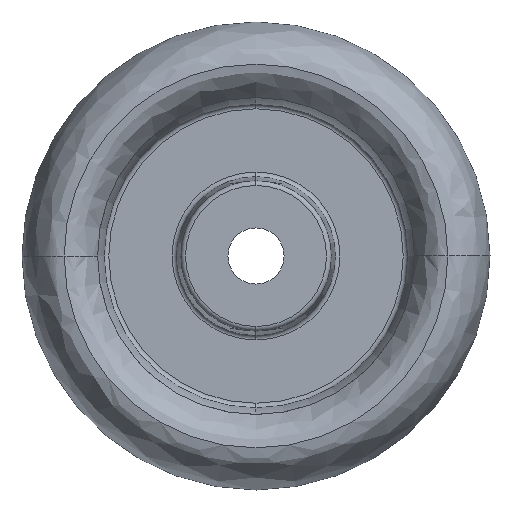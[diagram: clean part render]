
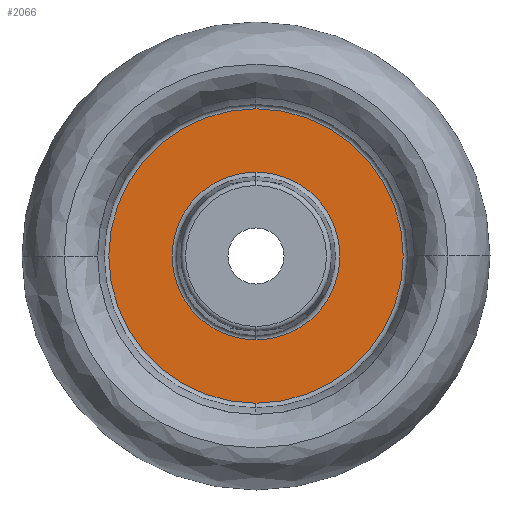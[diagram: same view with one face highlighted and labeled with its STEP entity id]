
A CAD part, left-side view. The second image highlights one B-rep face of the part: STEP entity #2066.
In plain terms, the highlighted face is planar.
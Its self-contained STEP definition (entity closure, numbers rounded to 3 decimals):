
#17 = VERTEX_POINT ( 'NONE', #1005 ) ;
#138 = DIRECTION ( 'NONE',  ( -1., 0., 0. ) ) ;
#153 = CARTESIAN_POINT ( 'NONE',  ( -2.512, 0., 0. ) ) ;
#189 = FACE_OUTER_BOUND ( 'NONE', #985, .T. ) ;
#205 = ORIENTED_EDGE ( 'NONE', *, *, #1778, .F. ) ;
#220 = AXIS2_PLACEMENT_3D ( 'NONE', #2172, #905, #2379 ) ;
#290 = VERTEX_POINT ( 'NONE', #695 ) ;
#315 = EDGE_LOOP ( 'NONE', ( #2162, #1728 ) ) ;
#354 = AXIS2_PLACEMENT_3D ( 'NONE', #153, #551, #2251 ) ;
#528 = CIRCLE ( 'NONE', #709, 8.971 ) ;
#537 = CARTESIAN_POINT ( 'NONE',  ( -2.512, 15.727, 0. ) ) ;
#551 = DIRECTION ( 'NONE',  ( 1., 0., 0. ) ) ;
#637 = EDGE_CURVE ( 'NONE', #17, #290, #528, .T. ) ;
#695 = CARTESIAN_POINT ( 'NONE',  ( -2.512, 0., -8.971 ) ) ;
#709 = AXIS2_PLACEMENT_3D ( 'NONE', #1350, #1324, #1517 ) ;
#807 = DIRECTION ( 'NONE',  ( 0., 0., 1. ) ) ;
#905 = DIRECTION ( 'NONE',  ( 1., 0., 0. ) ) ;
#970 = CIRCLE ( 'NONE', #220, 8.971 ) ;
#985 = EDGE_LOOP ( 'NONE', ( #205, #2238 ) ) ;
#1005 = CARTESIAN_POINT ( 'NONE',  ( -2.512, 0., 8.971 ) ) ;
#1216 = CIRCLE ( 'NONE', #354, 15.727 ) ;
#1249 = DIRECTION ( 'NONE',  ( 0., 0., -1. ) ) ;
#1282 = AXIS2_PLACEMENT_3D ( 'NONE', #1704, #2135, #1249 ) ;
#1324 = DIRECTION ( 'NONE',  ( 1., 0., 0. ) ) ;
#1350 = CARTESIAN_POINT ( 'NONE',  ( -2.512, 0., 0. ) ) ;
#1393 = CIRCLE ( 'NONE', #1282, 15.727 ) ;
#1512 = EDGE_CURVE ( 'NONE', #2203, #1901, #1393, .T. ) ;
#1517 = DIRECTION ( 'NONE',  ( 0., 0., -1. ) ) ;
#1704 = CARTESIAN_POINT ( 'NONE',  ( -2.512, 0., 0. ) ) ;
#1708 = AXIS2_PLACEMENT_3D ( 'NONE', #537, #138, #807 ) ;
#1728 = ORIENTED_EDGE ( 'NONE', *, *, #637, .T. ) ;
#1778 = EDGE_CURVE ( 'NONE', #1901, #2203, #1216, .T. ) ;
#1901 = VERTEX_POINT ( 'NONE', #2092 ) ;
#2066 = ADVANCED_FACE ( 'NONE', ( #2550, #189 ), #2232, .T. ) ;
#2092 = CARTESIAN_POINT ( 'NONE',  ( -2.512, 0., -15.727 ) ) ;
#2135 = DIRECTION ( 'NONE',  ( 1., 0., 0. ) ) ;
#2162 = ORIENTED_EDGE ( 'NONE', *, *, #2432, .T. ) ;
#2172 = CARTESIAN_POINT ( 'NONE',  ( -2.512, 0., 0. ) ) ;
#2203 = VERTEX_POINT ( 'NONE', #2469 ) ;
#2232 = PLANE ( 'NONE',  #1708 ) ;
#2238 = ORIENTED_EDGE ( 'NONE', *, *, #1512, .F. ) ;
#2251 = DIRECTION ( 'NONE',  ( 0., 0., -1. ) ) ;
#2379 = DIRECTION ( 'NONE',  ( 0., 0., -1. ) ) ;
#2432 = EDGE_CURVE ( 'NONE', #290, #17, #970, .T. ) ;
#2469 = CARTESIAN_POINT ( 'NONE',  ( -2.512, 0., 15.727 ) ) ;
#2550 = FACE_BOUND ( 'NONE', #315, .T. ) ;
